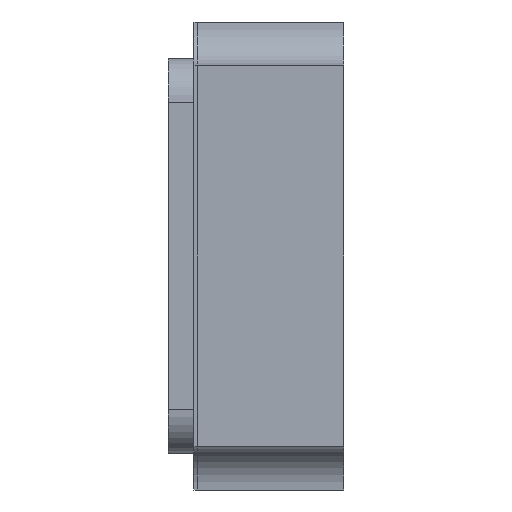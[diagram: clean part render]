
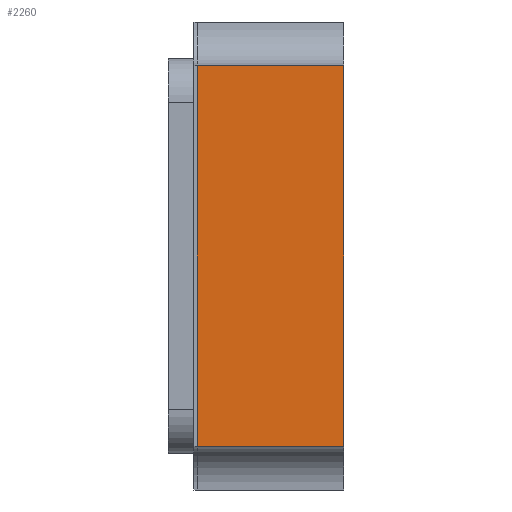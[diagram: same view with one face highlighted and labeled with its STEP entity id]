
A CAD part, left-side view. The second image highlights one B-rep face of the part: STEP entity #2260.
In plain terms, the highlighted planar face has unit normal (-1, 0, 0).
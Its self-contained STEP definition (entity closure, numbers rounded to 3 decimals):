
#62 = CARTESIAN_POINT ( 'NONE',  ( -2.5, 1., 1.3 ) ) ;
#433 = EDGE_CURVE ( 'NONE', #1359, #2133, #2063, .T. ) ;
#443 = CARTESIAN_POINT ( 'NONE',  ( -2.5, 0., -1.3 ) ) ;
#543 = LINE ( 'NONE', #3434, #2799 ) ;
#579 = CARTESIAN_POINT ( 'NONE',  ( -2.5, 1., 0. ) ) ;
#591 = DIRECTION ( 'NONE',  ( -1., 0., 0. ) ) ;
#650 = EDGE_LOOP ( 'NONE', ( #1418, #1542, #1904, #2759 ) ) ;
#737 = DIRECTION ( 'NONE',  ( 0., -1., 0. ) ) ;
#1151 = VECTOR ( 'NONE', #1992, 1000. ) ;
#1359 = VERTEX_POINT ( 'NONE', #4550 ) ;
#1418 = ORIENTED_EDGE ( 'NONE', *, *, #433, .F. ) ;
#1446 = AXIS2_PLACEMENT_3D ( 'NONE', #4159, #591, #1829 ) ;
#1542 = ORIENTED_EDGE ( 'NONE', *, *, #2312, .F. ) ;
#1630 = EDGE_CURVE ( 'NONE', #3067, #3455, #2553, .T. ) ;
#1829 = DIRECTION ( 'NONE',  ( 0., 0., 1. ) ) ;
#1904 = ORIENTED_EDGE ( 'NONE', *, *, #1630, .T. ) ;
#1992 = DIRECTION ( 'NONE',  ( 0., 0., -1. ) ) ;
#2063 = LINE ( 'NONE', #2459, #1151 ) ;
#2133 = VERTEX_POINT ( 'NONE', #443 ) ;
#2260 = ADVANCED_FACE ( 'NONE', ( #2591 ), #3849, .T. ) ;
#2312 = EDGE_CURVE ( 'NONE', #3067, #1359, #543, .T. ) ;
#2459 = CARTESIAN_POINT ( 'NONE',  ( -2.5, 0., 0. ) ) ;
#2550 = EDGE_CURVE ( 'NONE', #3455, #2133, #4842, .T. ) ;
#2553 = LINE ( 'NONE', #579, #4729 ) ;
#2591 = FACE_OUTER_BOUND ( 'NONE', #650, .T. ) ;
#2621 = DIRECTION ( 'NONE',  ( 0., -1., 0. ) ) ;
#2759 = ORIENTED_EDGE ( 'NONE', *, *, #2550, .T. ) ;
#2799 = VECTOR ( 'NONE', #2621, 1000. ) ;
#3067 = VERTEX_POINT ( 'NONE', #62 ) ;
#3434 = CARTESIAN_POINT ( 'NONE',  ( -2.5, 1., 1.3 ) ) ;
#3437 = CARTESIAN_POINT ( 'NONE',  ( -2.5, 1., -1.3 ) ) ;
#3455 = VERTEX_POINT ( 'NONE', #3437 ) ;
#3833 = DIRECTION ( 'NONE',  ( 0., 0., -1. ) ) ;
#3849 = PLANE ( 'NONE',  #1446 ) ;
#3965 = CARTESIAN_POINT ( 'NONE',  ( -2.5, 1., -1.3 ) ) ;
#3986 = VECTOR ( 'NONE', #737, 1000. ) ;
#4159 = CARTESIAN_POINT ( 'NONE',  ( -2.5, 1., 0. ) ) ;
#4550 = CARTESIAN_POINT ( 'NONE',  ( -2.5, 0., 1.3 ) ) ;
#4729 = VECTOR ( 'NONE', #3833, 1000. ) ;
#4842 = LINE ( 'NONE', #3965, #3986 ) ;
